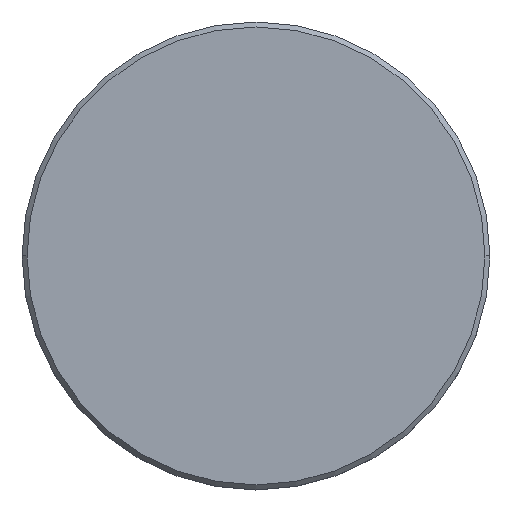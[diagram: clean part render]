
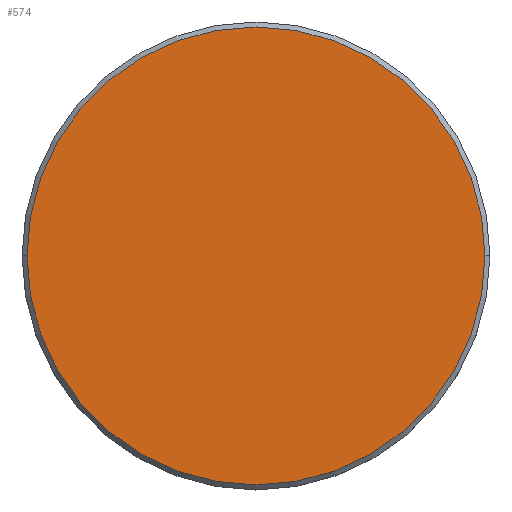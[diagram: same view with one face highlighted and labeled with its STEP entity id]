
A CAD part, top view. The second image highlights one B-rep face of the part: STEP entity #574.
In plain terms, the highlighted planar face has unit normal (0, 0, 1).
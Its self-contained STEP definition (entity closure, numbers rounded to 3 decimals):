
#47 = EDGE_LOOP ( 'NONE', ( #804, #740 ) ) ;
#92 = CARTESIAN_POINT ( 'NONE',  ( 0., 0., 0. ) ) ;
#139 = DIRECTION ( 'NONE',  ( 0., 0., 1. ) ) ;
#150 = FACE_OUTER_BOUND ( 'NONE', #47, .T. ) ;
#233 = CIRCLE ( 'NONE', #915, 23. ) ;
#251 = AXIS2_PLACEMENT_3D ( 'NONE', #395, #848, #575 ) ;
#369 = CARTESIAN_POINT ( 'NONE',  ( 23., 0., 0. ) ) ;
#385 = VERTEX_POINT ( 'NONE', #1109 ) ;
#395 = CARTESIAN_POINT ( 'NONE',  ( 0., 0., 0. ) ) ;
#453 = VERTEX_POINT ( 'NONE', #369 ) ;
#459 = DIRECTION ( 'NONE',  ( 0., 0., 1. ) ) ;
#516 = CARTESIAN_POINT ( 'NONE',  ( 0., 0., 0. ) ) ;
#574 = ADVANCED_FACE ( 'NONE', ( #150 ), #1126, .T. ) ;
#575 = DIRECTION ( 'NONE',  ( 1., 0., 0. ) ) ;
#636 = AXIS2_PLACEMENT_3D ( 'NONE', #516, #139, #665 ) ;
#665 = DIRECTION ( 'NONE',  ( 1., 0., 0. ) ) ;
#740 = ORIENTED_EDGE ( 'NONE', *, *, #945, .T. ) ;
#756 = CIRCLE ( 'NONE', #251, 23. ) ;
#804 = ORIENTED_EDGE ( 'NONE', *, *, #1180, .T. ) ;
#848 = DIRECTION ( 'NONE',  ( 0., 0., 1. ) ) ;
#915 = AXIS2_PLACEMENT_3D ( 'NONE', #92, #459, #995 ) ;
#945 = EDGE_CURVE ( 'NONE', #453, #385, #233, .T. ) ;
#995 = DIRECTION ( 'NONE',  ( 1., 0., 0. ) ) ;
#1109 = CARTESIAN_POINT ( 'NONE',  ( -23., 0., 0. ) ) ;
#1126 = PLANE ( 'NONE',  #636 ) ;
#1180 = EDGE_CURVE ( 'NONE', #385, #453, #756, .T. ) ;
